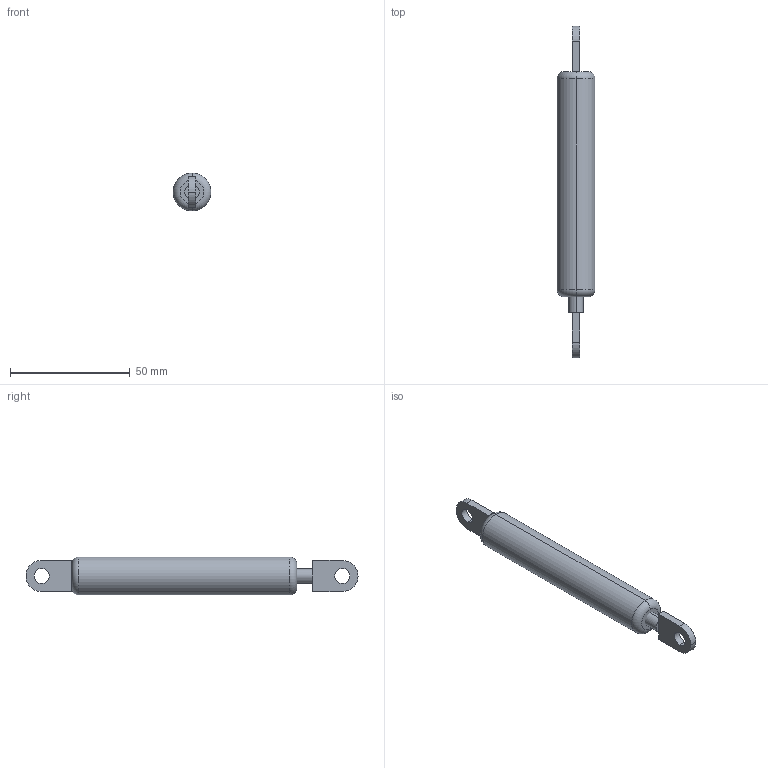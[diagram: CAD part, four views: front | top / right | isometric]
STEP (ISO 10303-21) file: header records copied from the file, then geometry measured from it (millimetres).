
FILE_DESCRIPTION (( 'STEP AP214' ), '1' );
FILE_NAME ('INGUN_2497.STEP', '2023-03-24T06:50:15', ( '' ), ( '' ), 'SwSTEP 2.0', 'SolidWorks 2021', '' );
FILE_SCHEMA (( 'AUTOMOTIVE_DESIGN' ));
Length unit declared in the file: millimetre
Products named in the file (3): INGUN_2497; K_02038~0; K_02037~0_Standard ohne Dyn Punkt<Standard>
Assembly tree (2 placements, depth 2):
  INGUN_2497
    K_02037~0_Standard ohne Dyn Punkt<Standard>
    K_02038~0
Bounding box: 15.8 x 138.5 x 15.8 mm (x, y, z)
Volume: 21694.5 mm3; surface area: 7649.1 mm2
Topology: 2 solids, 2 shells, 35 faces, 81 edges, 50 vertices
Faces by surface type: plane 19, cylinder 12, torus 4
Entity records: 1117 total; most frequent: DIRECTION 201, CARTESIAN_POINT 171, ORIENTED_EDGE 162, EDGE_CURVE 81, AXIS2_PLACEMENT_3D 80, VERTEX_POINT 50, LINE 41, VECTOR 41
